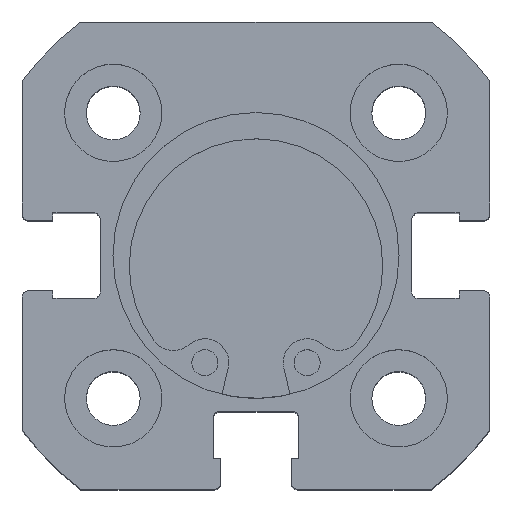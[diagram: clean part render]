
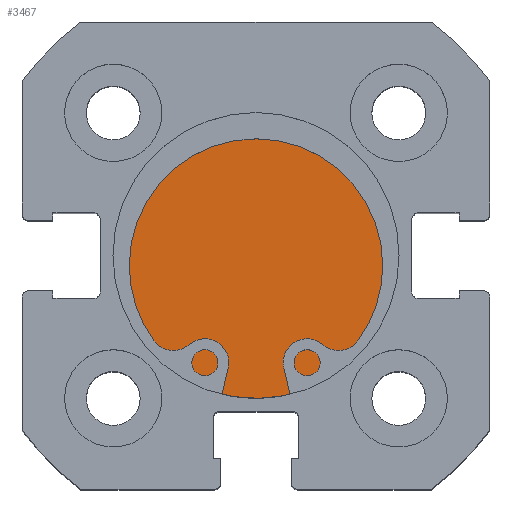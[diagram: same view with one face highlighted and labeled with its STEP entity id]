
A CAD part, top view. The second image highlights one B-rep face of the part: STEP entity #3467.
In plain terms, the highlighted face is planar.
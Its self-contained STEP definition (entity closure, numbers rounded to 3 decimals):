
#1091 = AXIS2_PLACEMENT_3D ( 'NONE', #3811, #4309, #4221 ) ;
#1306 = AXIS2_PLACEMENT_3D ( 'NONE', #4830, #4828, #4827 ) ;
#1322 = AXIS2_PLACEMENT_3D ( 'NONE', #4886, #4894, #4895 ) ;
#1519 = ORIENTED_EDGE ( 'NONE', *, *, #5033, .F. ) ;
#1620 = EDGE_LOOP ( 'NONE', ( #1519, #5540 ) ) ;
#1802 = FACE_OUTER_BOUND ( 'NONE', #1620, .T. ) ;
#2368 = CIRCLE ( 'NONE', #1306, 11. ) ;
#2399 = CIRCLE ( 'NONE', #1322, 11. ) ;
#3214 = CARTESIAN_POINT ( 'NONE',  ( 6., 0., -11. ) ) ;
#3467 = ADVANCED_FACE ( 'NONE', ( #1802 ), #3595, .F. ) ;
#3595 = PLANE ( 'NONE',  #1091 ) ;
#3811 = CARTESIAN_POINT ( 'NONE',  ( 6., 11., 0. ) ) ;
#3923 = VERTEX_POINT ( 'NONE', #4363 ) ;
#3979 = VERTEX_POINT ( 'NONE', #3214 ) ;
#4221 = DIRECTION ( 'NONE',  ( 0., 0., 1. ) ) ;
#4309 = DIRECTION ( 'NONE',  ( -1., 0., 0. ) ) ;
#4363 = CARTESIAN_POINT ( 'NONE',  ( 6., 0., 11. ) ) ;
#4827 = DIRECTION ( 'NONE',  ( 0., 0., 1. ) ) ;
#4828 = DIRECTION ( 'NONE',  ( -1., 0., 0. ) ) ;
#4830 = CARTESIAN_POINT ( 'NONE',  ( 6., 0., 0. ) ) ;
#4886 = CARTESIAN_POINT ( 'NONE',  ( 6., 0., 0. ) ) ;
#4894 = DIRECTION ( 'NONE',  ( -1., 0., 0. ) ) ;
#4895 = DIRECTION ( 'NONE',  ( 0., 0., 1. ) ) ;
#5033 = EDGE_CURVE ( 'NONE', #3923, #3979, #2368, .T. ) ;
#5055 = EDGE_CURVE ( 'NONE', #3979, #3923, #2399, .T. ) ;
#5540 = ORIENTED_EDGE ( 'NONE', *, *, #5055, .F. ) ;
